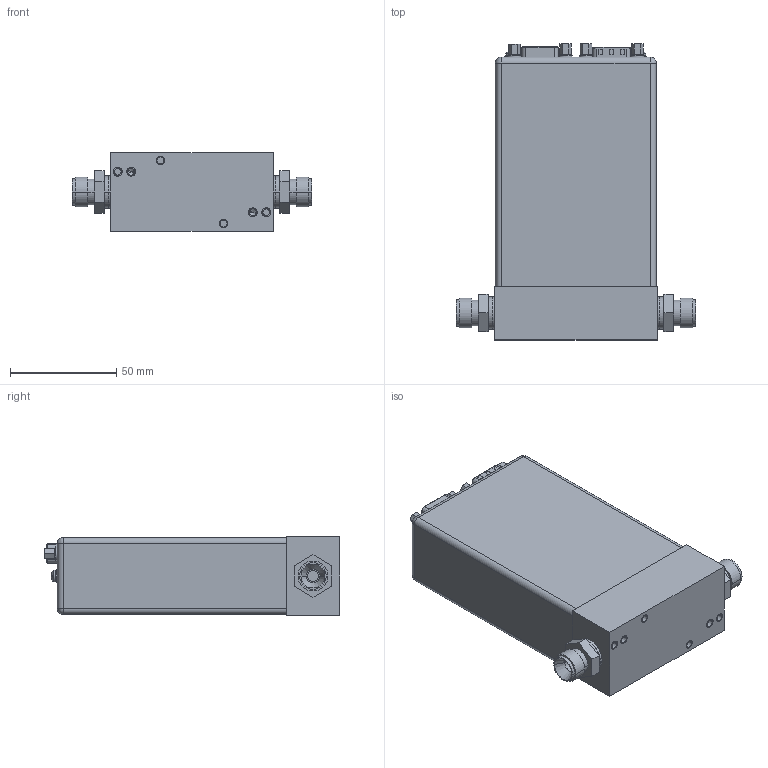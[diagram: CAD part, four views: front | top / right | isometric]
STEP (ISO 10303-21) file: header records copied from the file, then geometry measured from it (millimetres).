
FILE_DESCRIPTION((''),'2;1');
FILE_NAME('GE50A_PROFIBUS_4VCR_ASM','2014-09-25T',('cockrofm'),(''),'PRO/ENGINEER BY PARAMETRIC TECHNOLOGY CORPORATION, 2011490','PRO/ENGINEER BY PARAMETRIC TECHNOLOGY CORPORATION, 2011490','');
FILE_SCHEMA(('CONFIG_CONTROL_DESIGN'));
Length unit declared in the file: inch
Products named in the file (13): 4VCR_ASM_17_ASM; PRT0060; PRT0061; PRT0062; PRT0063; PRT0064; PRT0065; PRT0066; PRT0067; PROFIBUS_4VCR_ASM_1_ASM; 119085-P1_DUMMY_BLANK; 116158-P2_FTTNG-SWGLCK; GE50A_PROFIBUS_4VCR_ASM
Assembly tree (20 placements, depth 3):
  GE50A_PROFIBUS_4VCR_ASM
    PROFIBUS_4VCR_ASM_1_ASM
      4VCR_ASM_17_ASM
      PRT0060
      PRT0061
      PRT0062
      PRT0063  x4
      PRT0064  x4
      PRT0065  x2
      PRT0066
      PRT0067
    119085-P1_DUMMY_BLANK
    116158-P2_FTTNG-SWGLCK  x2
Bounding box: 112.78 x 139.17 x 36.83 mm (x, y, z)
Volume: 105410.6 mm3; surface area: 80275.6 mm2
Topology: 18 solids, 24 shells, 1174 faces, 2746 edges, 1733 vertices
Faces by surface type: plane 507, cylinder 431, extrusion 88, torus 76, cone 44, sphere 18, bspline 10
Entity records: 30144 total; most frequent: CARTESIAN_POINT 7394, DIRECTION 4905, ORIENTED_EDGE 4428, EDGE_CURVE 2224, AXIS2_PLACEMENT_3D 1852, VERTEX_POINT 1432, VECTOR 1201, LINE 1133
